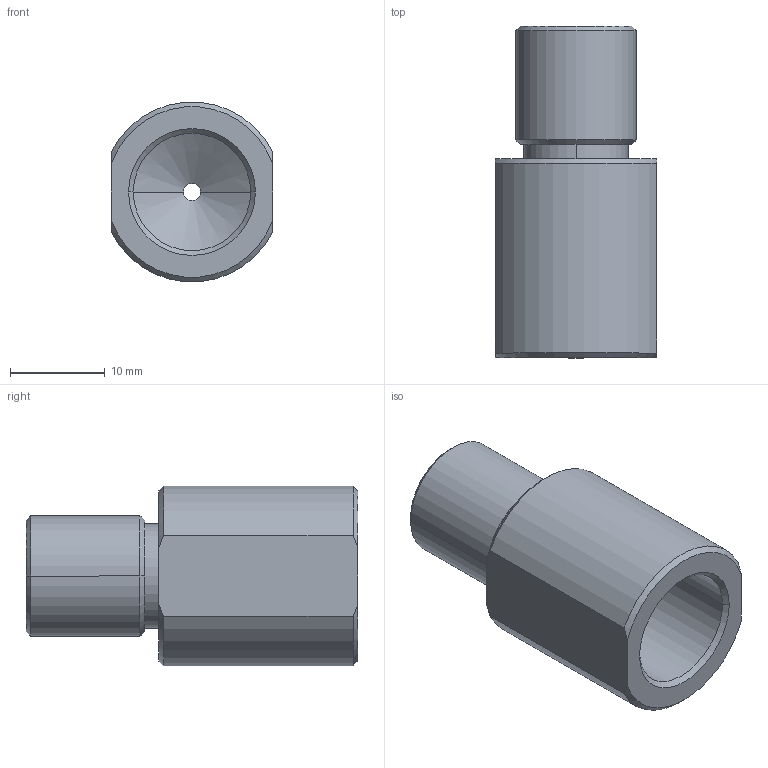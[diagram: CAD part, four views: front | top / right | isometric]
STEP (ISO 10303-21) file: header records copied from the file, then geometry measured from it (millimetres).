
FILE_DESCRIPTION(('CATIA V5 STEP Exchange','CAx-IF Rec.Pracs.--- Model Styling and Organization---1.4--- 2014-01-23','CAx-IF Rec.Pracs.---3D Tessellated Data Validation Properties---0.5---2014-09-14'),'2;1');
FILE_NAME('adaptateur blank.stp','2024-03-19T19:28:36+00:00',('none'),('none'),'CATIA Version 5-6 Release 2018 SP6','CATIA V5 STEP AP242','none');
FILE_SCHEMA(('AP242_MANAGED_MODEL_BASED_3D_ENGINEERING_MIM_LF {1 0 10303 442 1 1 4}'));
Length unit declared in the file: millimetre
Products named in the file (1): Part1
Bounding box: 17 x 35 x 18.93 mm (x, y, z)
Volume: 4913.1 mm3; surface area: 3183 mm2
Topology: 1 solids, 1 shells, 34 faces, 74 edges, 46 vertices
Faces by surface type: cone 16, cylinder 12, plane 6
Entity records: 910 total; most frequent: CARTESIAN_POINT 183, ORIENTED_EDGE 148, DIRECTION 118, EDGE_CURVE 74, AXIS2_PLACEMENT_3D 63, VERTEX_POINT 44, EDGE_LOOP 38, CIRCLE 36
